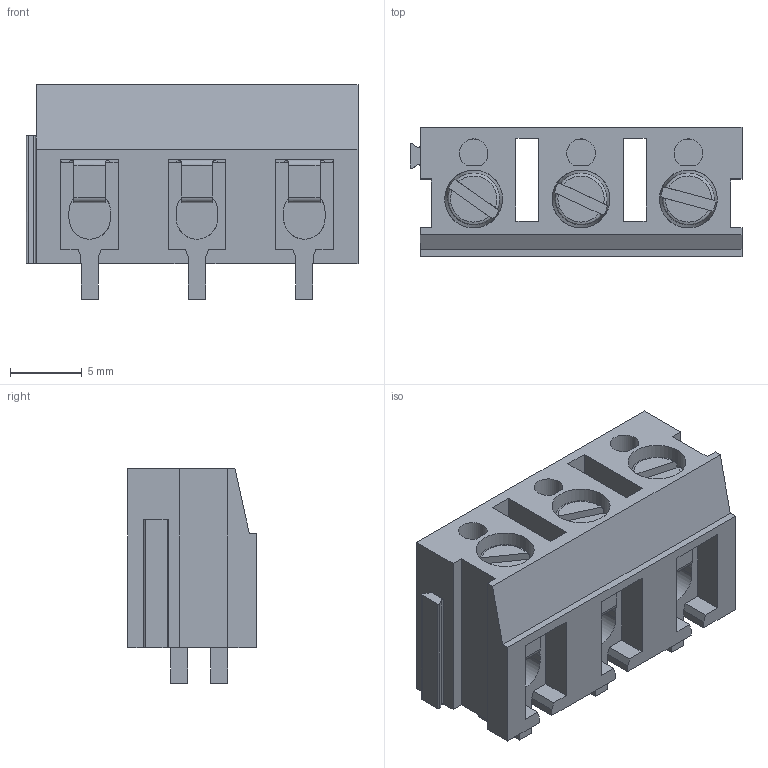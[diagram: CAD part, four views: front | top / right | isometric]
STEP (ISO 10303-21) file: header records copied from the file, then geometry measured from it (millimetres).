
FILE_DESCRIPTION(/* description */ (''),/* implementation_level */ '2;1');
FILE_NAME(/* name */ 'ED114-~3',/* time_stamp */ '2019-05-30T10:21:22+02:00',/* author */ (''),/* organization */ (''),/* preprocessor_version */ 'ST-DEVELOPER v16.5',/* originating_system */ '',/* authorisation */ '');
FILE_SCHEMA (('AUTOMOTIVE_DESIGN'));
Length unit declared in the file: millimetre
Products named in the file (1): Document
Bounding box: 23.2 x 9 x 15 mm (x, y, z)
Surface area: 2175.1 mm2 (no closed solid volume)
Topology: 0 solids, 10 shells, 211 faces, 636 edges, 442 vertices
Faces by surface type: plane 158, bspline 53
Entity records: 8084 total; most frequent: CARTESIAN_POINT 4064, ORIENTED_EDGE 1158, EDGE_CURVE 636, B_SPLINE_CURVE_WITH_KNOTS 506, VERTEX_POINT 442, EDGE_LOOP 230, ADVANCED_FACE 211, FACE_OUTER_BOUND 211
